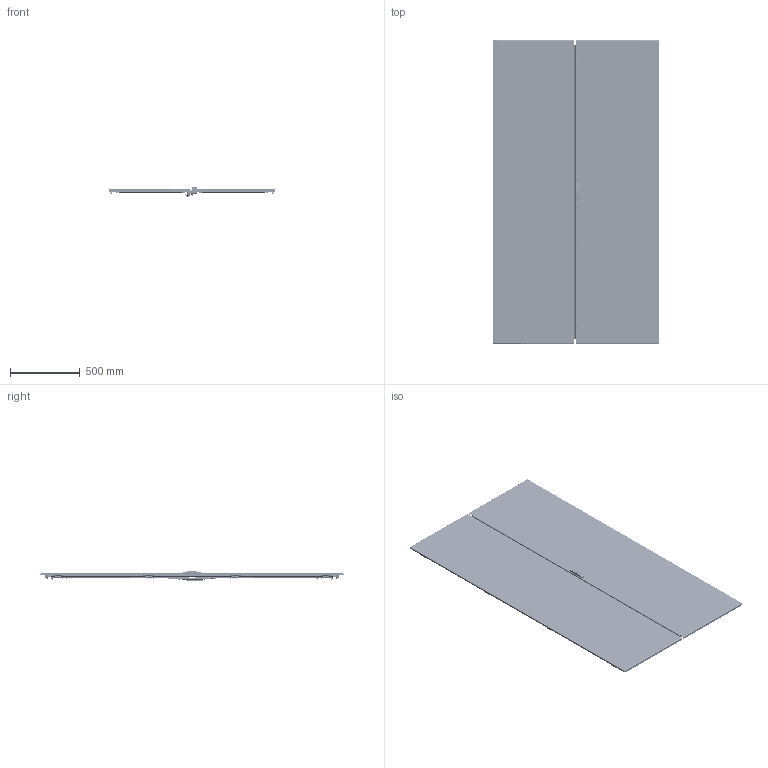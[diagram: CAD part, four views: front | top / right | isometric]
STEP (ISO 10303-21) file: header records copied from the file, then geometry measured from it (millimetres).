
FILE_DESCRIPTION (( 'STEP AP203' ), '1' );
FILE_NAME ('UR24500221206 Äâåðü ãëóõàÿ äâóõñòâîð÷àòàÿ RS52 220.120 ÑÏ (000.801.444-02).STEP', '2022-04-11T12:59:06', ( '' ), ( '' ), 'SwSTEP 2.0', 'SolidWorks 2017', '' );
FILE_SCHEMA (( 'CONFIG_CONTROL_DESIGN' ));
Length unit declared in the file: millimetre
Products named in the file (58): Øïèëüêà çàçåìëåíèÿ CKF CS_Œ6å16; Óïëîòíèòåëü òèï Å äâåðè ëåâîé RS52; 蹴濋趌5915_M6; 054-200 Ñòîéêà äâåðè RS52_05 (220.00); Âèíò DIN 7500 C TORX_Œ5å12; 000.231.045 Ðàìà óñèëèâàþùàÿ RS52_22 (220.60); hex flange nut_din_Hexagon Flange Nut DIN 6923 - M8 - N; Øïèëüêà ðåçüáîâàÿ Ì6_Œ6å12; UR24500221206 Äâåðü ãëóõàÿ äâóõñòâîð÷àòàÿ RS52 220.120 ÑÏ (000.801.444-02); 000.800.087 Ïëàíêà çàïîðíàÿ LC3_04 (220.00); 025-245 Ïëàíêà çàïîðíàÿ LC3_04 (220.00); Øïèëüêà ïðèâàðíàÿ íåðåçüáîâàÿ_6å10; 嵑殧趌6402_6; 029-326 ﾊ煇鳫; 016-90 Øòûðü ïåòëè LC3; 040-190 Òÿãà êðóãëàÿ LC3_05 (220.00); 048-06 Ïðóæèíà ïåòëè çàæèìíàÿ; 029-373 Ñîåäèíèòåëü óãëîâîé ðàìêè äâåðè RS52; 鍔錓_7798_M6x12; 025-244 Ïëàíêà çàïîðíàÿ LC3_04 (220.00); 040-162-01 ßçûê çàìêà; Âèíò DIN 7500 C TORX_Œ5å16; 000.210.515 Îñíîâàíèå äâåðè ëåâîé RS52 220.00_02 (220.120); Çàêëåïêà ðåçüáîâàÿ óìåíüøåííûé áîðòèê øåñòèãðàííàÿ_Œ5å14; 219-1-2-00 Çàìîê-ðó÷êà ñ ìåõàíèçìîì; ﾘ琺矜 ⅰⅱ浯 Star-lock_6; 000.210.514 Îñíîâàíèå äâåðè ïðàâîé RS52 220.00_02 (220.120); 029-325 ﾊ煇鳫; Óïëîòíèòåëü ÏÏÓ äëÿ äâåðè ïðàâîé LC3 âåð. 2_17 (220å60); 040-188 Óïîð äâåðè; Âèíò ISO 7380-2 TX_Œ5å16; 040-172 Ïëàíêà çàïîðíàÿ_00; 037-50 Ïåòëÿ LC3; 000.203.236 Äâåðü ãëóõàÿ ïðàâàÿ RS52 220.00_02 (220.120); 000.800.088 Òÿãà êðóãëàÿ LC3_05 (220.00); 000.169.173 Óïîð äâåðè; 012-1988 Ïàíåëü äâåðè ïðàâîé RS52 220.00_02 (220.120); MS896 Çàìîê-íàêëàäêà îñíîâíàÿ äëÿ LC_‡ ªàëâ®; Âèíò ISO 10642 TX_Œ5å16; 028-98 Ñêîáà ...
Assembly tree (193 placements, depth 4):
  UR24500221206 Äâåðü ãëóõàÿ äâóõñòâîð÷àòàÿ RS52 220.120 ÑÏ (000.801.444-02)
    000.203.236 Äâåðü ãëóõàÿ ïðàâàÿ RS52 220.00_02 (220.120)
      000.210.514 Îñíîâàíèå äâåðè ïðàâîé RS52 220.00_02 (220.120)
        012-1988 Ïàíåëü äâåðè ïðàâîé RS52 220.00_02 (220.120)
        Øïèëüêà ðåçüáîâàÿ Ì6_Œ5å12  x10
        Øïèëüêà çàçåìëåíèÿ CKF CS_Œ6å16  x2
        Øïèëüêà ðåçüáîâàÿ Ì6_Œ6å12  x6
        050-42 Âòóëêà ñêðûòîé ïåòëè  x4
      MS896 Çàìîê-íàêëàäêà îñíîâíàÿ äëÿ LC_‡ ªàëâ®
      Âèíò ISO 10642 TX_Œ5å10  x2
      040-172 Ïëàíêà çàïîðíàÿ_00
      000.800.086 Ïëàíêà çàïîðíàÿ LC3_04 (220.00)
        025-244 Ïëàíêà çàïîðíàÿ LC3_04 (220.00)
        028-98 Ñêîáà  x2
      000.800.087 Ïëàíêà çàïîðíàÿ LC3_04 (220.00)
        025-245 Ïëàíêà çàïîðíàÿ LC3_04 (220.00)
        028-98 Ñêîáà  x2
      ﾘ琺矜 ⅰⅱ浯 Star-lock_6  x6
      000.231.045 Ðàìà óñèëèâàþùàÿ RS52_22 (220.60)
        054-200 Ñòîéêà äâåðè RS52_05 (220.00)  x2
        054-201 Ïîïåðå÷èíà äâåðè RS52_01 (00.60)  x2
        029-373 Ñîåäèíèòåëü óãëîâîé ðàìêè äâåðè RS52  x4
        Âèíò DIN 7500 C TORX_Œ5å16  x8
      Ãàéêà Ýðèêñîíà Ì5 ñ ïëîñêîé ãîëîâêîé  x10
      Óïëîòíèòåëü ÏÏÓ äëÿ äâåðè ïðàâîé LC3 âåð. 2_17 (220å60)
    000.203.237 Äâåðü ãëóõàÿ ëåâàÿ RS52 220.00_02 (220.120)
      000.210.515 Îñíîâàíèå äâåðè ëåâîé RS52 220.00_02 (220.120)
        012-1989 Ïàíåëü äâåðè ëåâîé RS52 220.00_02 (220.120)
        Øïèëüêà ðåçüáîâàÿ Ì6_Œ5å12  x10
        Øïèëüêà çàçåìëåíèÿ CKF CS_Œ6å16  x2
        Øïèëüêà ðåçüáîâàÿ Ì6_Œ6å20  x2
        050-42 Âòóëêà ñêðûòîé ïåòëè  x4
        029-325 ﾊ煇鳫  x2
      029-326 ﾊ煇鳫
      Çàêëåïêà ðåçüáîâàÿ óìåíüøåííûé áîðòèê øåñòèãðàííàÿ_Œ5å14  x10
      Âèíò ISO 7380-2 TX_Œ5å16  x2
      219-1-2-00 Çàìîê-ðó÷êà ñ ìåõàíèçìîì
      040-162 ßçûê çàìêà
      040-162-01 ßçûê çàìêà
      061-20 Âñòàâêà Ì6  x2
      嵑殧趌11371_6  x2
      嵑殧趌6402_6  x2
      蹴濋趌5915_M6  x2
      000.800.088 Òÿãà êðóãëàÿ LC3_05 (220.00)  x2
        040-190 Òÿãà êðóãëàÿ LC3_05 (220.00)
        024-315 Ïëàñòèíà òÿãè êðóãëîé
        024-344 Ïëàñòèíà òÿãè êðóãëîé
        Øïèëüêà ïðèâàðíàÿ íåðåçüáîâàÿ_6å10
      鍔錓_7798_M6x12  x2
      hex flange nut_din_Hexagon Flange Nut DIN 6923 - M8 - N  x2
      ﾘ琺矜 ⅰⅱ浯 Star-lock_6  x2
      000.231.045 Ðàìà óñèëèâàþùàÿ RS52_22 (220.60)
        054-200 Ñòîéêà äâåðè RS52_05 (220.00)  x2
        054-201 Ïîïåðå÷èíà äâåðè RS52_01 (00.60)  x2
        029-373 Ñîåäèíèòåëü óãëîâîé ðàìêè äâåðè RS52  x4
        Âèíò DIN 7500 C TORX_Œ5å16  x8
      Ãàéêà Ýðèêñîíà Ì5 ñ ïëîñêîé ãîëîâêîé  x10
      Óïëîòíèòåëü ÏÏÓ äâåðè ëåâîé RS52_17 (220å60)
      028-135 Ñêîáà  x4
      Âèíò ISO 10642 TX_Œ5å16  x8
Bounding box: 1196.8 x 2184 x 69.25 mm (x, y, z)
Volume: 7986326.6 mm3; surface area: 8009097.2 mm2
Topology: 229 solids, 233 shells, 8382 faces, 21542 edges, 13555 vertices
Faces by surface type: cylinder 3524, plane 3492, cone 796, bspline 284, torus 246, sphere 40
Entity records: 79696 total; most frequent: CARTESIAN_POINT 16610, DIRECTION 11532, ORIENTED_EDGE 10672, EDGE_CURVE 5339, AXIS2_PLACEMENT_3D 4265, VERTEX_POINT 3364, LINE 3002, VECTOR 3002
